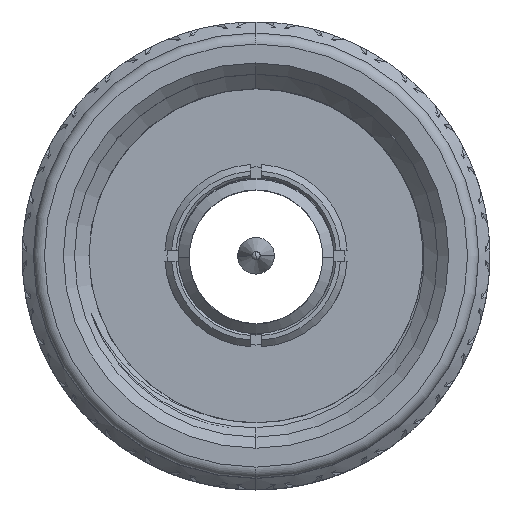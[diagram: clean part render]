
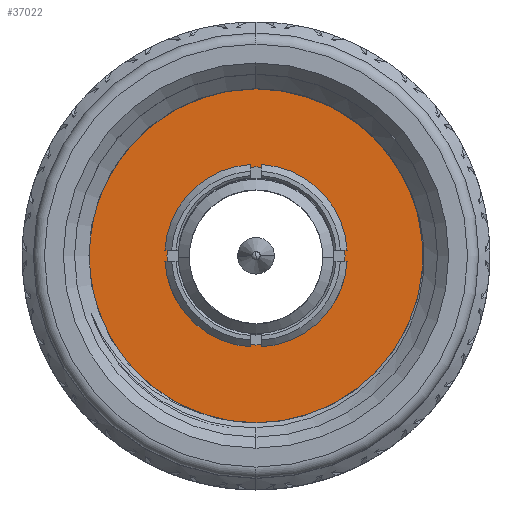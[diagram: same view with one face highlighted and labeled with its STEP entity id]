
A CAD part, top view. The second image highlights one B-rep face of the part: STEP entity #37022.
In plain terms, the highlighted planar face has unit normal (0, 0, 1).
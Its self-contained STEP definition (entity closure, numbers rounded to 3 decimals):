
#616 = EDGE_CURVE ( 'NONE', #64598, #76719, #87617, .T. ) ;
#3850 = VERTEX_POINT ( 'NONE', #98443 ) ;
#4489 = DIRECTION ( 'NONE',  ( -1., 0., 0. ) ) ;
#4924 = DIRECTION ( 'NONE',  ( 0., 0., -1. ) ) ;
#6270 = EDGE_LOOP ( 'NONE', ( #75060, #75862 ) ) ;
#6894 = CARTESIAN_POINT ( 'NONE',  ( 0., 0., 11.5 ) ) ;
#7792 = ORIENTED_EDGE ( 'NONE', *, *, #65459, .T. ) ;
#13219 = CIRCLE ( 'NONE', #107231, 7.85 ) ;
#16156 = EDGE_CURVE ( 'NONE', #84146, #3850, #80055, .T. ) ;
#19177 = CARTESIAN_POINT ( 'NONE',  ( -4., 0., 11.5 ) ) ;
#25301 = CARTESIAN_POINT ( 'NONE',  ( 0., 0., 11.5 ) ) ;
#27111 = AXIS2_PLACEMENT_3D ( 'NONE', #6894, #74164, #4489 ) ;
#31576 = AXIS2_PLACEMENT_3D ( 'NONE', #32844, #89924, #80720 ) ;
#32844 = CARTESIAN_POINT ( 'NONE',  ( 0., 0., 11.5 ) ) ;
#35756 = DIRECTION ( 'NONE',  ( 0., 0., -1. ) ) ;
#36974 = DIRECTION ( 'NONE',  ( -1., 0., 0. ) ) ;
#37022 = ADVANCED_FACE ( 'NONE', ( #89316, #53725 ), #116903, .F. ) ;
#46761 = DIRECTION ( 'NONE',  ( 0., 0., -1. ) ) ;
#48536 = AXIS2_PLACEMENT_3D ( 'NONE', #25301, #46761, #84199 ) ;
#53725 = FACE_BOUND ( 'NONE', #74907, .T. ) ;
#64598 = VERTEX_POINT ( 'NONE', #71325 ) ;
#65459 = EDGE_CURVE ( 'NONE', #3850, #84146, #77967, .T. ) ;
#71325 = CARTESIAN_POINT ( 'NONE',  ( -7.85, 0., 11.5 ) ) ;
#74164 = DIRECTION ( 'NONE',  ( 0., 0., -1. ) ) ;
#74907 = EDGE_LOOP ( 'NONE', ( #94644, #7792 ) ) ;
#75060 = ORIENTED_EDGE ( 'NONE', *, *, #616, .F. ) ;
#75862 = ORIENTED_EDGE ( 'NONE', *, *, #100561, .F. ) ;
#76719 = VERTEX_POINT ( 'NONE', #100306 ) ;
#77959 = DIRECTION ( 'NONE',  ( -1., 0., 0. ) ) ;
#77967 = CIRCLE ( 'NONE', #48536, 4. ) ;
#80055 = CIRCLE ( 'NONE', #27111, 4. ) ;
#80720 = DIRECTION ( 'NONE',  ( -1., 0., 0. ) ) ;
#81728 = AXIS2_PLACEMENT_3D ( 'NONE', #88349, #4924, #77959 ) ;
#84146 = VERTEX_POINT ( 'NONE', #19177 ) ;
#84199 = DIRECTION ( 'NONE',  ( -1., 0., 0. ) ) ;
#87617 = CIRCLE ( 'NONE', #81728, 7.85 ) ;
#88349 = CARTESIAN_POINT ( 'NONE',  ( 0., 0., 11.5 ) ) ;
#89316 = FACE_OUTER_BOUND ( 'NONE', #6270, .T. ) ;
#89924 = DIRECTION ( 'NONE',  ( 0., 0., -1. ) ) ;
#94644 = ORIENTED_EDGE ( 'NONE', *, *, #16156, .T. ) ;
#98443 = CARTESIAN_POINT ( 'NONE',  ( 4., 0., 11.5 ) ) ;
#100306 = CARTESIAN_POINT ( 'NONE',  ( 7.85, 0., 11.5 ) ) ;
#100561 = EDGE_CURVE ( 'NONE', #76719, #64598, #13219, .T. ) ;
#107231 = AXIS2_PLACEMENT_3D ( 'NONE', #120996, #35756, #36974 ) ;
#116903 = PLANE ( 'NONE',  #31576 ) ;
#120996 = CARTESIAN_POINT ( 'NONE',  ( 0., 0., 11.5 ) ) ;
